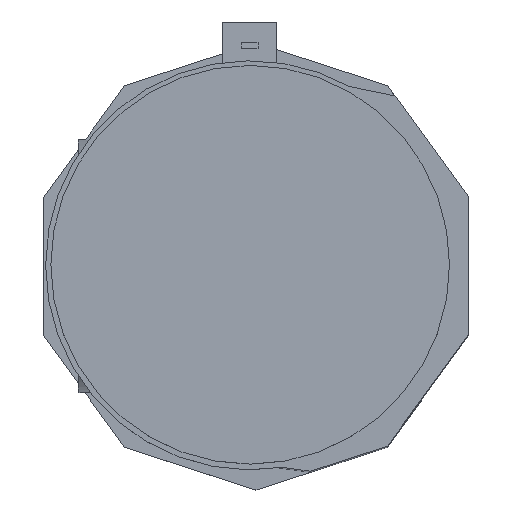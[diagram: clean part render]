
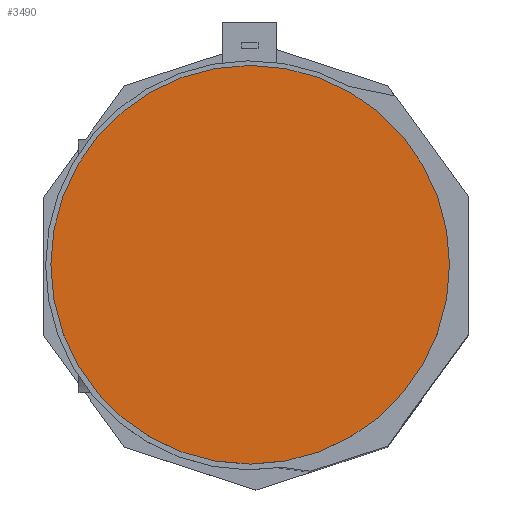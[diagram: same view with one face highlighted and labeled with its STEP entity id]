
A CAD part, top view. The second image highlights one B-rep face of the part: STEP entity #3490.
In plain terms, the highlighted planar face has unit normal (0, 0, 1).
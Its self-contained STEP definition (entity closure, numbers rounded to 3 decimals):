
#224=PLANE('',#3819);
#386=FACE_OUTER_BOUND('',#598,.T.);
#598=EDGE_LOOP('',(#2773,#2774));
#776=CIRCLE('',#3814,43.3);
#777=CIRCLE('',#3815,43.3);
#1621=VERTEX_POINT('',#8216);
#1622=VERTEX_POINT('',#8217);
#2034=EDGE_CURVE('',#1621,#1622,#776,.T.);
#2035=EDGE_CURVE('',#1622,#1621,#777,.T.);
#2773=ORIENTED_EDGE('',*,*,#2034,.T.);
#2774=ORIENTED_EDGE('',*,*,#2035,.T.);
#3490=ADVANCED_FACE('',(#386),#224,.T.);
#3814=AXIS2_PLACEMENT_3D('',#8218,#4445,#4446);
#3815=AXIS2_PLACEMENT_3D('',#8219,#4447,#4448);
#3819=AXIS2_PLACEMENT_3D('',#8226,#4456,#4457);
#4445=DIRECTION('center_axis',(0.,0.,1.));
#4446=DIRECTION('ref_axis',(1.,0.,0.));
#4447=DIRECTION('center_axis',(0.,0.,1.));
#4448=DIRECTION('ref_axis',(1.,0.,0.));
#4456=DIRECTION('center_axis',(0.,0.,1.));
#4457=DIRECTION('ref_axis',(1.,0.,0.));
#8216=CARTESIAN_POINT('',(143.3,100.,88.));
#8217=CARTESIAN_POINT('',(56.7,100.,88.));
#8218=CARTESIAN_POINT('Origin',(100.,100.,88.));
#8219=CARTESIAN_POINT('Origin',(100.,100.,88.));
#8226=CARTESIAN_POINT('Origin',(100.,100.,88.));
